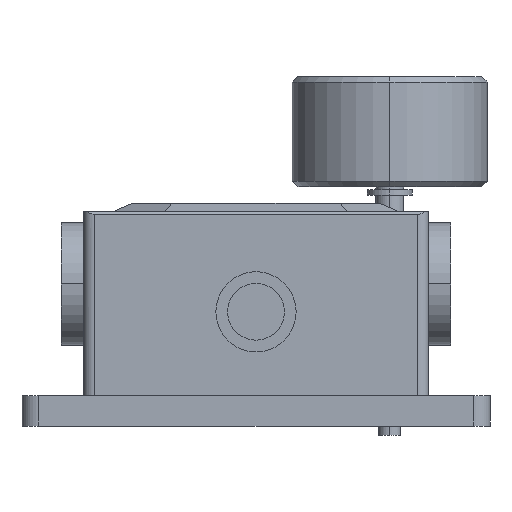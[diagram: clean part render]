
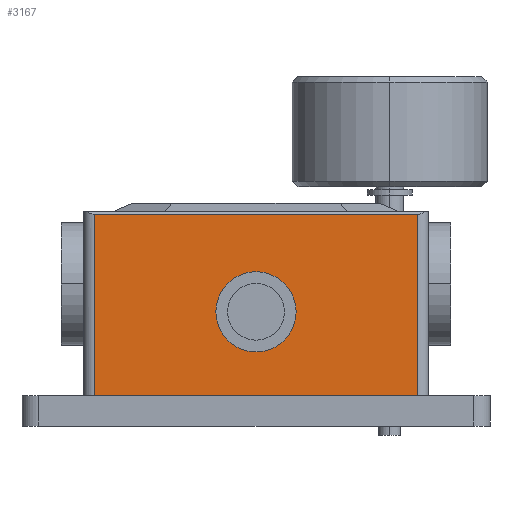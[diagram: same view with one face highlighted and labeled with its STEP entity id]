
A CAD part, front view. The second image highlights one B-rep face of the part: STEP entity #3167.
In plain terms, the highlighted planar face has unit normal (0, -1, 0).
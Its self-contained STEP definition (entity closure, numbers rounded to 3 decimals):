
#3093=CARTESIAN_POINT('',(71.,0.0,38.));
#3094=VERTEX_POINT('',#3093);
#3102=CARTESIAN_POINT('',(71.,0.,5.4));
#3103=VERTEX_POINT('',#3102);
#3104=CARTESIAN_POINT('',(71.,0.,38.));
#3105=DIRECTION('',(0.0,0.0,-1.0));
#3106=VECTOR('',#3105,32.6);
#3107=LINE('',#3104,#3106);
#3108=EDGE_CURVE('',#3094,#3103,#3107,.T.);
#3137=CARTESIAN_POINT('',(73.,0.0,38.));
#3138=DIRECTION('',(0.0,-1.0,0.0));
#3139=DIRECTION('',(1.0,0.0,0.0));
#3140=AXIS2_PLACEMENT_3D('',#3137,#3138,#3139);
#3141=PLANE('',#3140);
#3142=ORIENTED_EDGE('',*,*,#3108,.F.);
#3143=CARTESIAN_POINT('',(13.,0.,38.));
#3144=VERTEX_POINT('',#3143);
#3145=CARTESIAN_POINT('',(71.,0.,38.));
#3146=DIRECTION('',(-1.0,0.0,0.0));
#3147=VECTOR('',#3146,58.);
#3148=LINE('',#3145,#3147);
#3149=EDGE_CURVE('',#3094,#3144,#3148,.T.);
#3150=ORIENTED_EDGE('',*,*,#3149,.T.);
#3151=CARTESIAN_POINT('',(13.,0.0,5.4));
#3152=VERTEX_POINT('',#3151);
#3153=CARTESIAN_POINT('',(13.,0.,5.4));
#3154=DIRECTION('',(0.0,0.0,1.0));
#3155=VECTOR('',#3154,32.6);
#3156=LINE('',#3153,#3155);
#3157=EDGE_CURVE('',#3152,#3144,#3156,.T.);
#3158=ORIENTED_EDGE('',*,*,#3157,.F.);
#3159=CARTESIAN_POINT('',(71.,0.,5.4));
#3160=DIRECTION('',(-1.0,0.0,0.0));
#3161=VECTOR('',#3160,58.);
#3162=LINE('',#3159,#3161);
#3163=EDGE_CURVE('',#3103,#3152,#3162,.T.);
#3164=ORIENTED_EDGE('',*,*,#3163,.F.);
#3165=EDGE_LOOP('',(#3142,#3150,#3158,#3164));
#3166=FACE_OUTER_BOUND('',#3165,.T.);
#3167=ADVANCED_FACE('',(#3166),#3141,.T.);
